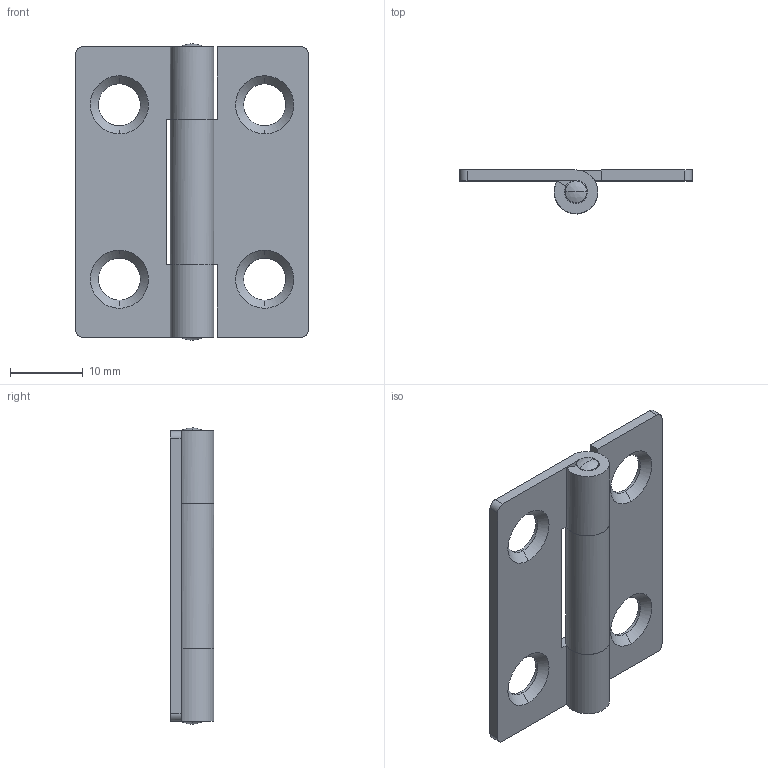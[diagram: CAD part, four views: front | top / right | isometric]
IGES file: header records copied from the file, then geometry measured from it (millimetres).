
Start section: ------------------------------------------------------------------------
Global section: file name: PC011.17984.TH_188SUS_21623.igs; native system: spGate; preprocessor: ver19.8.4 (****-****-****-****); author: Unknown; organization: Unknown; date: 240702.135407; units: millimetre
Bounding box: 32 x 6 x 40.8 mm (x, y, z)
Volume: 2507.1 mm3; surface area: 3919.9 mm2
Topology: 3 solids, 3 shells, 54 faces, 144 edges, 94 vertices
Faces by surface type: bspline 54
